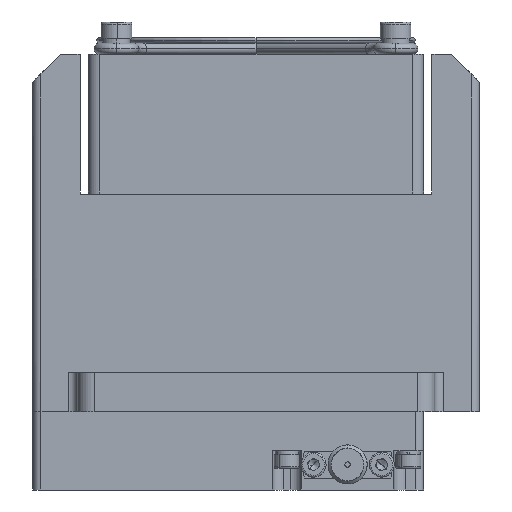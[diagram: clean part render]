
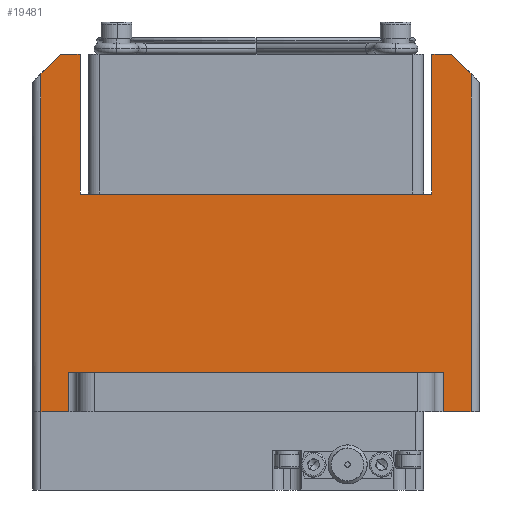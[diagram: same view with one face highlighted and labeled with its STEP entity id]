
A CAD part, left-side view. The second image highlights one B-rep face of the part: STEP entity #19481.
In plain terms, the highlighted planar face has unit normal (-1, 0, 0).
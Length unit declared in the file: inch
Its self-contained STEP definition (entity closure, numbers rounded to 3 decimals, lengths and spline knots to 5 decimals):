
#704 = ORIENTED_EDGE ( 'NONE', *, *, #31952, .T. ) ;
#815 = ORIENTED_EDGE ( 'NONE', *, *, #38235, .F. ) ;
#907 = DIRECTION ( 'NONE',  ( 0., -0.707, 0.707 ) ) ;
#964 = CARTESIAN_POINT ( 'NONE',  ( -3.76763, 1.40222, -1.24016 ) ) ;
#968 = CARTESIAN_POINT ( 'NONE',  ( -3.76763, -1.68833, -1.24016 ) ) ;
#1031 = CARTESIAN_POINT ( 'NONE',  ( -3.76763, 1.12663, 1.27953 ) ) ;
#1078 = ORIENTED_EDGE ( 'NONE', *, *, #15313, .F. ) ;
#1639 = VECTOR ( 'NONE', #15136, 39.37008 ) ;
#1683 = CARTESIAN_POINT ( 'NONE',  ( -3.76763, 1.12663, 0.29528 ) ) ;
#1894 = VERTEX_POINT ( 'NONE', #17877 ) ;
#2421 = ORIENTED_EDGE ( 'NONE', *, *, #3823, .F. ) ;
#2454 = LINE ( 'NONE', #41007, #46973 ) ;
#3462 = ORIENTED_EDGE ( 'NONE', *, *, #23014, .T. ) ;
#3823 = EDGE_CURVE ( 'NONE', #28917, #22583, #16973, .T. ) ;
#3830 = FACE_OUTER_BOUND ( 'NONE', #25047, .T. ) ;
#4237 = LINE ( 'NONE', #12094, #4638 ) ;
#4309 = DIRECTION ( 'NONE',  ( 0., 1., 0. ) ) ;
#4354 = EDGE_CURVE ( 'NONE', #43601, #22583, #2454, .T. ) ;
#4355 = CARTESIAN_POINT ( 'NONE',  ( -3.76763, 1.40222, 1.27953 ) ) ;
#4418 = DIRECTION ( 'NONE',  ( 0., 0.707, 0.707 ) ) ;
#4523 = VECTOR ( 'NONE', #25612, 39.37008 ) ;
#4638 = VECTOR ( 'NONE', #15396, 39.37008 ) ;
#5149 = VERTEX_POINT ( 'NONE', #15377 ) ;
#5311 = LINE ( 'NONE', #968, #48463 ) ;
#5329 = EDGE_CURVE ( 'NONE', #5521, #34056, #34576, .T. ) ;
#5521 = VERTEX_POINT ( 'NONE', #43729 ) ;
#5832 = VECTOR ( 'NONE', #907, 39.37008 ) ;
#5866 = VERTEX_POINT ( 'NONE', #1031 ) ;
#5997 = VECTOR ( 'NONE', #22824, 39.37008 ) ;
#6481 = CARTESIAN_POINT ( 'NONE',  ( -3.76763, -1.35369, 0.29528 ) ) ;
#7839 = VERTEX_POINT ( 'NONE', #32046 ) ;
#8094 = LINE ( 'NONE', #43108, #10480 ) ;
#8122 = LINE ( 'NONE', #43632, #39420 ) ;
#8493 = CARTESIAN_POINT ( 'NONE',  ( -3.76763, 1.20537, 1.27953 ) ) ;
#9035 = EDGE_CURVE ( 'NONE', #37637, #5866, #30396, .T. ) ;
#10480 = VECTOR ( 'NONE', #38557, 39.37008 ) ;
#11433 = PLANE ( 'NONE',  #43780 ) ;
#11846 = CARTESIAN_POINT ( 'NONE',  ( -3.76763, -1.62928, 1.27953 ) ) ;
#12094 = CARTESIAN_POINT ( 'NONE',  ( -3.76763, -1.68833, 0.29528 ) ) ;
#12482 = ORIENTED_EDGE ( 'NONE', *, *, #9035, .T. ) ;
#13058 = ORIENTED_EDGE ( 'NONE', *, *, #33150, .F. ) ;
#13897 = LINE ( 'NONE', #21702, #42085 ) ;
#14350 = ORIENTED_EDGE ( 'NONE', *, *, #31428, .F. ) ;
#15136 = DIRECTION ( 'NONE',  ( 0., 0., -1. ) ) ;
#15313 = EDGE_CURVE ( 'NONE', #7839, #31310, #5311, .T. ) ;
#15377 = CARTESIAN_POINT ( 'NONE',  ( -3.76763, 1.26442, 1.27953 ) ) ;
#15396 = DIRECTION ( 'NONE',  ( 0., 1., 0. ) ) ;
#16687 = EDGE_CURVE ( 'NONE', #20620, #7839, #43489, .T. ) ;
#16973 = LINE ( 'NONE', #17216, #40908 ) ;
#17216 = CARTESIAN_POINT ( 'NONE',  ( -3.76763, -1.68833, -1.24016 ) ) ;
#17877 = CARTESIAN_POINT ( 'NONE',  ( -3.76763, -1.35369, 1.27953 ) ) ;
#19481 = ADVANCED_FACE ( 'NONE', ( #3830 ), #11433, .T. ) ;
#20620 = VERTEX_POINT ( 'NONE', #42426 ) ;
#21016 = EDGE_CURVE ( 'NONE', #43601, #20620, #35795, .T. ) ;
#21138 = ORIENTED_EDGE ( 'NONE', *, *, #16687, .F. ) ;
#21702 = CARTESIAN_POINT ( 'NONE',  ( -3.76763, -1.35369, 0.29528 ) ) ;
#22260 = VERTEX_POINT ( 'NONE', #33858 ) ;
#22583 = VERTEX_POINT ( 'NONE', #37902 ) ;
#22824 = DIRECTION ( 'NONE',  ( 0., 0., -1. ) ) ;
#23014 = EDGE_CURVE ( 'NONE', #5866, #5149, #8122, .T. ) ;
#23949 = LINE ( 'NONE', #27226, #5832 ) ;
#24171 = ORIENTED_EDGE ( 'NONE', *, *, #5329, .T. ) ;
#25047 = EDGE_LOOP ( 'NONE', ( #815, #24171, #704, #14350, #37174, #12482, #3462, #13058, #44948, #1078, #21138, #49823, #49752, #2421 ) ) ;
#25612 = DIRECTION ( 'NONE',  ( 0., 0., 1. ) ) ;
#26334 = CARTESIAN_POINT ( 'NONE',  ( -3.76763, -1.68833, 1.27953 ) ) ;
#26949 = VERTEX_POINT ( 'NONE', #6481 ) ;
#27226 = CARTESIAN_POINT ( 'NONE',  ( -3.76763, -0.21196, 2.75591 ) ) ;
#27302 = CARTESIAN_POINT ( 'NONE',  ( -3.76763, -1.49148, 1.27953 ) ) ;
#27659 = CARTESIAN_POINT ( 'NONE',  ( -3.76763, -1.58991, 1.1811 ) ) ;
#28065 = DIRECTION ( 'NONE',  ( 0., 1., 0. ) ) ;
#28917 = VERTEX_POINT ( 'NONE', #37325 ) ;
#30396 = LINE ( 'NONE', #45956, #4523 ) ;
#31142 = DIRECTION ( 'NONE',  ( -1., 0., 0. ) ) ;
#31310 = VERTEX_POINT ( 'NONE', #964 ) ;
#31406 = DIRECTION ( 'NONE',  ( 0., 1., 0. ) ) ;
#31428 = EDGE_CURVE ( 'NONE', #26949, #1894, #13897, .T. ) ;
#31952 = EDGE_CURVE ( 'NONE', #34056, #1894, #8094, .T. ) ;
#32046 = CARTESIAN_POINT ( 'NONE',  ( -3.76763, 1.20537, -1.24016 ) ) ;
#32174 = DIRECTION ( 'NONE',  ( 0., 1., 0. ) ) ;
#33150 = EDGE_CURVE ( 'NONE', #22260, #5149, #23949, .T. ) ;
#33610 = DIRECTION ( 'NONE',  ( 0., 0., -1. ) ) ;
#33858 = CARTESIAN_POINT ( 'NONE',  ( -3.76763, 1.40222, 1.14173 ) ) ;
#33872 = DIRECTION ( 'NONE',  ( 0., 0., 1. ) ) ;
#34056 = VERTEX_POINT ( 'NONE', #27302 ) ;
#34502 = EDGE_CURVE ( 'NONE', #22260, #31310, #42670, .T. ) ;
#34576 = LINE ( 'NONE', #27659, #35617 ) ;
#34659 = LINE ( 'NONE', #11846, #1639 ) ;
#35243 = VECTOR ( 'NONE', #31406, 39.37008 ) ;
#35289 = CARTESIAN_POINT ( 'NONE',  ( -3.76763, -1.68833, -0.96457 ) ) ;
#35617 = VECTOR ( 'NONE', #4418, 39.37008 ) ;
#35795 = LINE ( 'NONE', #35289, #35243 ) ;
#37174 = ORIENTED_EDGE ( 'NONE', *, *, #47782, .T. ) ;
#37325 = CARTESIAN_POINT ( 'NONE',  ( -3.76763, -1.62928, -1.24016 ) ) ;
#37637 = VERTEX_POINT ( 'NONE', #1683 ) ;
#37902 = CARTESIAN_POINT ( 'NONE',  ( -3.76763, -1.43243, -1.24016 ) ) ;
#38235 = EDGE_CURVE ( 'NONE', #5521, #28917, #34659, .T. ) ;
#38357 = CARTESIAN_POINT ( 'NONE',  ( -3.76763, -1.43243, -0.96457 ) ) ;
#38557 = DIRECTION ( 'NONE',  ( 0., 1., 0. ) ) ;
#39420 = VECTOR ( 'NONE', #4309, 39.37008 ) ;
#40908 = VECTOR ( 'NONE', #32174, 39.37008 ) ;
#41007 = CARTESIAN_POINT ( 'NONE',  ( -3.76763, -1.43243, 1.27953 ) ) ;
#42085 = VECTOR ( 'NONE', #33872, 39.37008 ) ;
#42426 = CARTESIAN_POINT ( 'NONE',  ( -3.76763, 1.20537, -0.96457 ) ) ;
#42670 = LINE ( 'NONE', #4355, #5997 ) ;
#43108 = CARTESIAN_POINT ( 'NONE',  ( -3.76763, -1.68833, 1.27953 ) ) ;
#43489 = LINE ( 'NONE', #8493, #49170 ) ;
#43601 = VERTEX_POINT ( 'NONE', #38357 ) ;
#43632 = CARTESIAN_POINT ( 'NONE',  ( -3.76763, -1.68833, 1.27953 ) ) ;
#43729 = CARTESIAN_POINT ( 'NONE',  ( -3.76763, -1.62928, 1.14173 ) ) ;
#43780 = AXIS2_PLACEMENT_3D ( 'NONE', #26334, #31142, #46675 ) ;
#44948 = ORIENTED_EDGE ( 'NONE', *, *, #34502, .T. ) ;
#45586 = DIRECTION ( 'NONE',  ( 0., 0., -1. ) ) ;
#45956 = CARTESIAN_POINT ( 'NONE',  ( -3.76763, 1.12663, 0.29528 ) ) ;
#46675 = DIRECTION ( 'NONE',  ( 0., 0., 1. ) ) ;
#46973 = VECTOR ( 'NONE', #33610, 39.37008 ) ;
#47782 = EDGE_CURVE ( 'NONE', #26949, #37637, #4237, .T. ) ;
#48463 = VECTOR ( 'NONE', #28065, 39.37008 ) ;
#49170 = VECTOR ( 'NONE', #45586, 39.37008 ) ;
#49752 = ORIENTED_EDGE ( 'NONE', *, *, #4354, .T. ) ;
#49823 = ORIENTED_EDGE ( 'NONE', *, *, #21016, .F. ) ;
